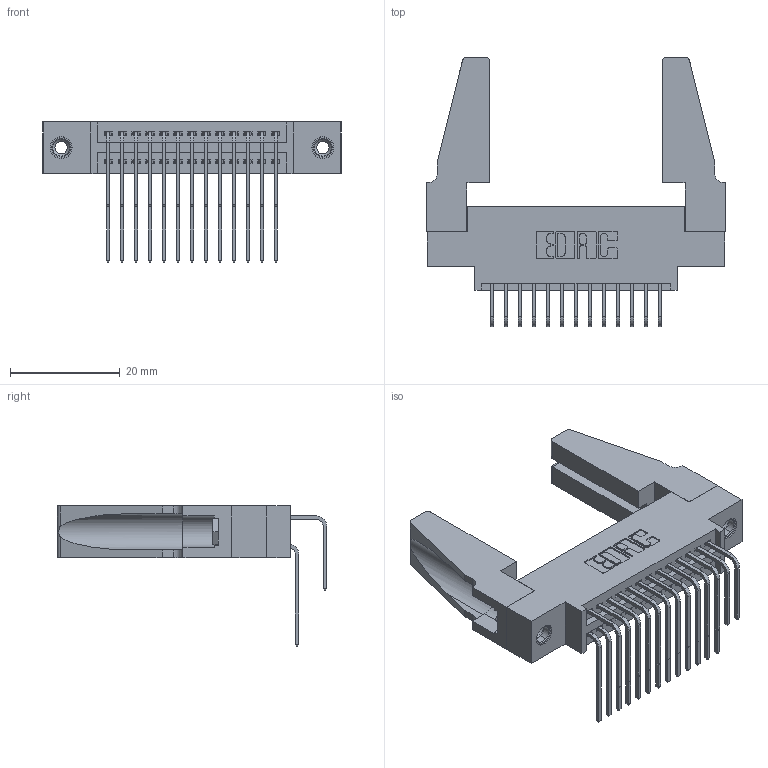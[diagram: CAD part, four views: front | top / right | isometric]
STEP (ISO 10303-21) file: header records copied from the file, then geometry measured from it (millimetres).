
FILE_DESCRIPTION (( 'STEP AP203' ), '1' );
FILE_NAME ('395-026-558-888.STEP', '2019-10-16T18:37:59', ( '' ), ( '' ), 'SwSTEP 2.0', 'SolidWorks 2016', '' );
FILE_SCHEMA (( 'CONFIG_CONTROL_DESIGN' ));
Length unit declared in the file: inch
Products named in the file (6): 345 Part_0.170 Offset - 0.156 Dia-TH; 345-292-001_558 559 Tail - 1; 345-292-001_558 Tail - 2; 345-250-001_345-250-001-102; 345-220-078_345-220-088; 395-026-558-888
Assembly tree (31 placements, depth 2):
  395-026-558-888
    345 Part_0.170 Offset - 0.156 Dia-TH
    345-292-001_558 559 Tail - 1  x13
    345-292-001_558 Tail - 2  x13
    345-250-001_345-250-001-102  x2
    345-220-078_345-220-088  x2
Bounding box: 54.25 x 49.01 x 25.53 mm (x, y, z)
Volume: 8290.2 mm3; surface area: 10855.8 mm2
Topology: 31 solids, 31 shells, 1606 faces, 4697 edges, 3086 vertices
Faces by surface type: plane 1066, cylinder 524, cone 12, torus 4
Entity records: 18036 total; most frequent: CARTESIAN_POINT 3093, ORIENTED_EDGE 2936, DIRECTION 2740, EDGE_CURVE 1468, LINE 1202, VECTOR 1202, VERTEX_POINT 970, AXIS2_PLACEMENT_3D 769
